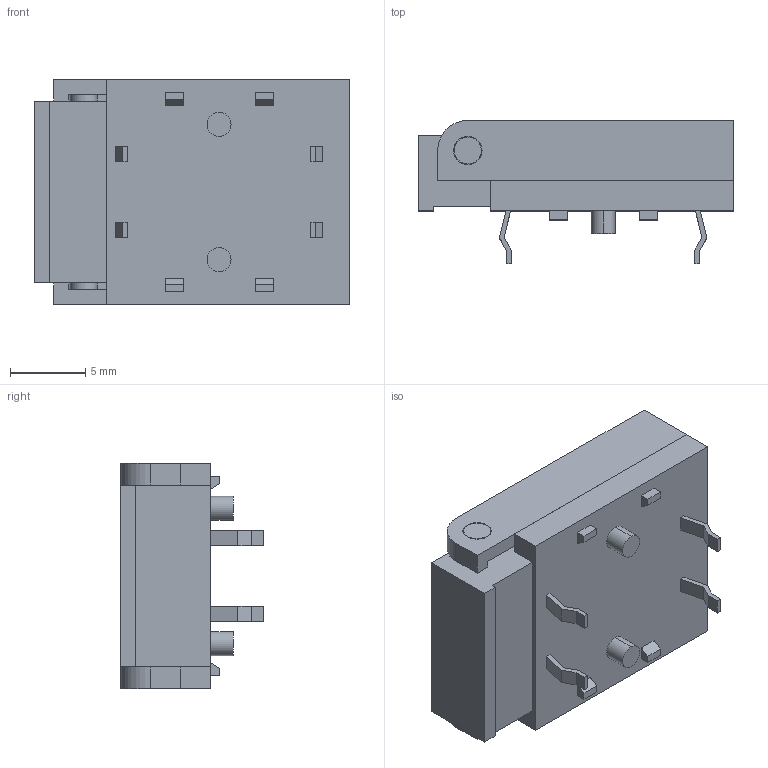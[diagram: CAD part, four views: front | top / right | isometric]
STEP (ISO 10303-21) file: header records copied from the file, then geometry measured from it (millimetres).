
FILE_DESCRIPTION (( 'STEP AP203' ), '1' );
FILE_NAME ('B3F_8000_N.step', '2015-05-29T09:22:08', ( 'OSMC1.0 ' ), ( ' ' ), 'SwSTEP 2.0', 'SolidWorks 2002025', '' );
FILE_SCHEMA (( 'CONFIG_CONTROL_DESIGN' ));
Length unit declared in the file: millimetre
Products named in the file (3): B3F_8000_N; B3F_8000_N_BASE; B3F_8000_N_COVER
Assembly tree (2 placements, depth 2):
  B3F_8000_N
    B3F_8000_N_BASE
    B3F_8000_N_COVER
Bounding box: 21 x 9.5 x 15 mm (x, y, z)
Volume: 1457.6 mm3; surface area: 1895.5 mm2
Topology: 2 solids, 2 shells, 132 faces, 330 edges, 220 vertices
Faces by surface type: plane 106, cylinder 26
Entity records: 4219 total; most frequent: CARTESIAN_POINT 687, ORIENTED_EDGE 660, DIRECTION 656, EDGE_CURVE 330, LINE 278, VECTOR 278, VERTEX_POINT 220, AXIS2_PLACEMENT_3D 189
